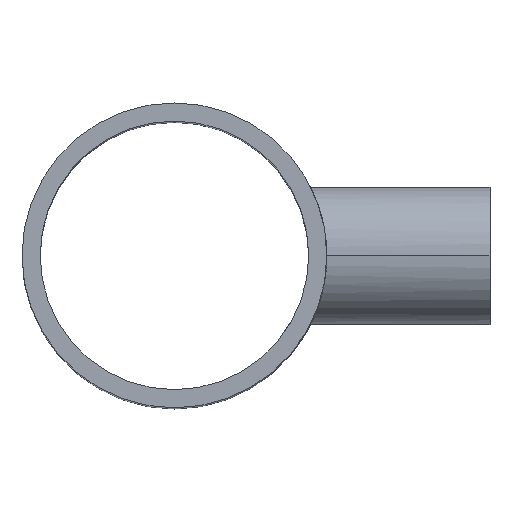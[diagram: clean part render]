
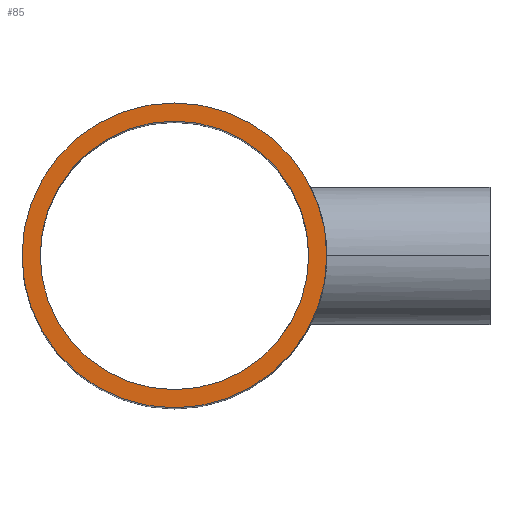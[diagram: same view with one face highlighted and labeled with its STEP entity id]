
A CAD part, top view. The second image highlights one B-rep face of the part: STEP entity #85.
In plain terms, the highlighted planar face has unit normal (0, 0, 1).
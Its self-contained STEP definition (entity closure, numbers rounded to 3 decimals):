
#14 = AXIS2_PLACEMENT_3D ( 'NONE', #76, #83, #230 ) ;
#27 = AXIS2_PLACEMENT_3D ( 'NONE', #311, #634, #583 ) ;
#60 = ORIENTED_EDGE ( 'NONE', *, *, #462, .F. ) ;
#76 = CARTESIAN_POINT ( 'NONE',  ( 0., 0., 240.5 ) ) ;
#83 = DIRECTION ( 'NONE',  ( 0., 0., 1. ) ) ;
#85 = ADVANCED_FACE ( 'NONE', ( #648, #392 ), #184, .T. ) ;
#95 = CIRCLE ( 'NONE', #478, 100. ) ;
#98 = CARTESIAN_POINT ( 'NONE',  ( 0., 0., 240.5 ) ) ;
#110 = ORIENTED_EDGE ( 'NONE', *, *, #379, .T. ) ;
#118 = CIRCLE ( 'NONE', #231, 100. ) ;
#121 = VERTEX_POINT ( 'NONE', #385 ) ;
#149 = CIRCLE ( 'NONE', #265, 88.1 ) ;
#151 = DIRECTION ( 'NONE',  ( 1., 0., 0. ) ) ;
#152 = DIRECTION ( 'NONE',  ( 0., 0., 1. ) ) ;
#169 = VERTEX_POINT ( 'NONE', #496 ) ;
#178 = EDGE_LOOP ( 'NONE', ( #539, #60 ) ) ;
#184 = PLANE ( 'NONE',  #14 ) ;
#199 = CARTESIAN_POINT ( 'NONE',  ( 100., 0., 240.5 ) ) ;
#222 = EDGE_LOOP ( 'NONE', ( #373, #110 ) ) ;
#230 = DIRECTION ( 'NONE',  ( 1., 0., 0. ) ) ;
#231 = AXIS2_PLACEMENT_3D ( 'NONE', #298, #609, #514 ) ;
#265 = AXIS2_PLACEMENT_3D ( 'NONE', #521, #152, #612 ) ;
#294 = EDGE_CURVE ( 'NONE', #169, #121, #149, .T. ) ;
#298 = CARTESIAN_POINT ( 'NONE',  ( 0., 0., 240.5 ) ) ;
#310 = CIRCLE ( 'NONE', #27, 88.1 ) ;
#311 = CARTESIAN_POINT ( 'NONE',  ( 0., 0., 240.5 ) ) ;
#373 = ORIENTED_EDGE ( 'NONE', *, *, #600, .T. ) ;
#377 = VERTEX_POINT ( 'NONE', #199 ) ;
#379 = EDGE_CURVE ( 'NONE', #377, #585, #118, .T. ) ;
#385 = CARTESIAN_POINT ( 'NONE',  ( 88.1, 0., 240.5 ) ) ;
#392 = FACE_BOUND ( 'NONE', #178, .T. ) ;
#400 = CARTESIAN_POINT ( 'NONE',  ( -100., 0., 240.5 ) ) ;
#462 = EDGE_CURVE ( 'NONE', #121, #169, #310, .T. ) ;
#478 = AXIS2_PLACEMENT_3D ( 'NONE', #98, #552, #151 ) ;
#496 = CARTESIAN_POINT ( 'NONE',  ( -88.1, 0., 240.5 ) ) ;
#514 = DIRECTION ( 'NONE',  ( 1., 0., 0. ) ) ;
#521 = CARTESIAN_POINT ( 'NONE',  ( 0., 0., 240.5 ) ) ;
#539 = ORIENTED_EDGE ( 'NONE', *, *, #294, .F. ) ;
#552 = DIRECTION ( 'NONE',  ( 0., 0., 1. ) ) ;
#583 = DIRECTION ( 'NONE',  ( 1., 0., 0. ) ) ;
#585 = VERTEX_POINT ( 'NONE', #400 ) ;
#600 = EDGE_CURVE ( 'NONE', #585, #377, #95, .T. ) ;
#609 = DIRECTION ( 'NONE',  ( 0., 0., 1. ) ) ;
#612 = DIRECTION ( 'NONE',  ( 1., 0., 0. ) ) ;
#634 = DIRECTION ( 'NONE',  ( 0., 0., 1. ) ) ;
#648 = FACE_OUTER_BOUND ( 'NONE', #222, .T. ) ;
